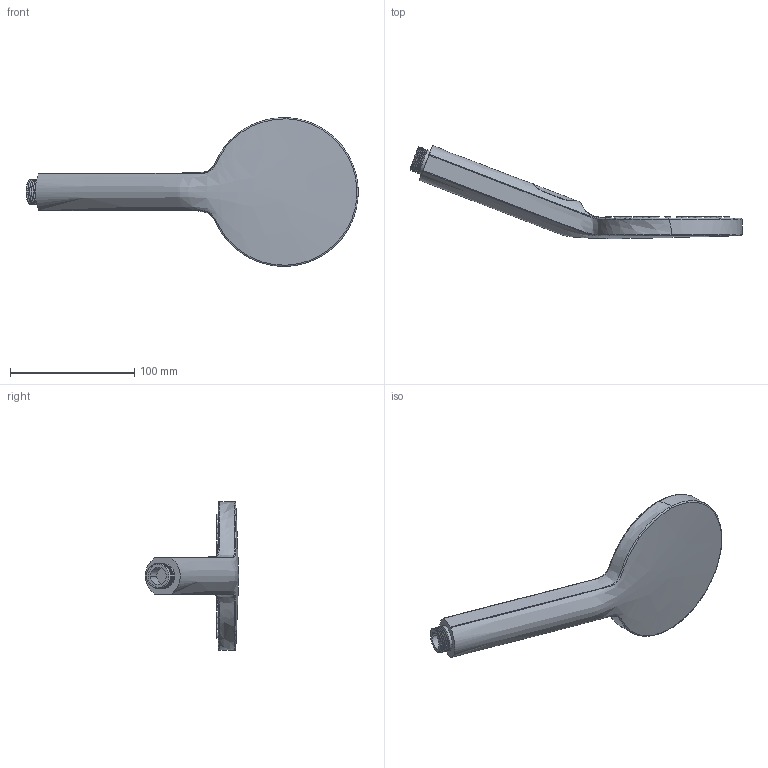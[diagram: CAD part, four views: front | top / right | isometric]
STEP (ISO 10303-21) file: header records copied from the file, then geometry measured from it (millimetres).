
FILE_DESCRIPTION (( 'STEP AP214' ), '1' );
FILE_NAME ('CO235_v20622.STEP', '2022-06-29T15:57:29', ( '' ), ( '' ), 'SwSTEP 2.0', 'SolidWorks 2019', '' );
FILE_SCHEMA (( 'AUTOMOTIVE_DESIGN' ));
Length unit declared in the file: millimetre
Products named in the file (1): CO235_v20622
Bounding box: 267.74 x 75.06 x 119.98 mm (x, y, z)
Volume: 277437 mm3; surface area: 46546.6 mm2
Topology: 1 solids, 1 shells, 423 faces, 987 edges, 656 vertices
Faces by surface type: cylinder 230, plane 166, bspline 25, torus 2
Entity records: 21296 total; most frequent: CARTESIAN_POINT 8040, DIRECTION 2067, ORIENTED_EDGE 1974, EDGE_CURVE 987, AXIS2_PLACEMENT_3D 808, VERTEX_POINT 656, EDGE_LOOP 513, LINE 451
